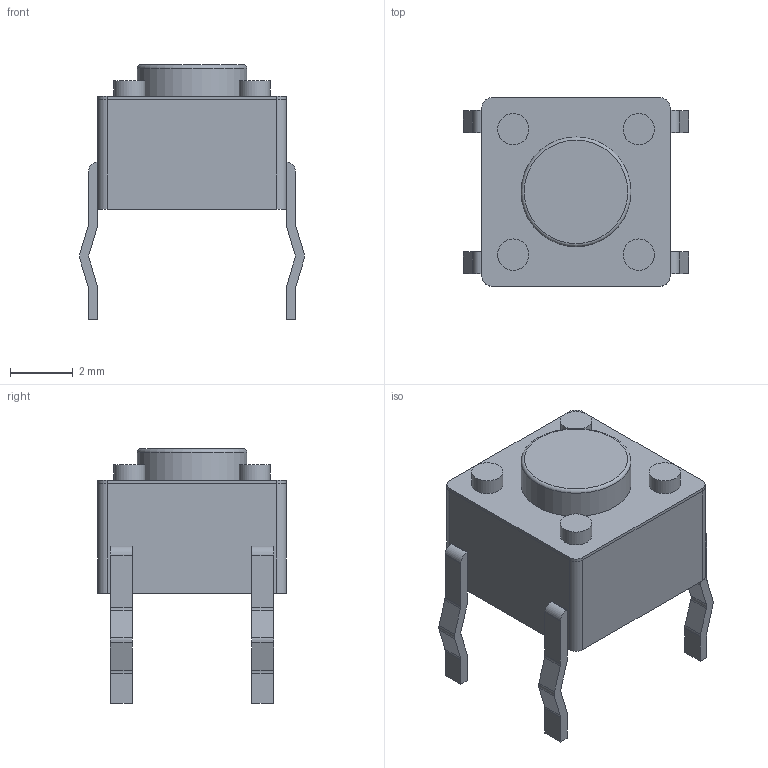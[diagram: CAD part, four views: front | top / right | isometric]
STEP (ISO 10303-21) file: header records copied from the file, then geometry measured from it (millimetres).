
FILE_DESCRIPTION(/* description */ (''),/* implementation_level */ '2;1');
FILE_NAME(/* name */ 'SW_PUSH_6mm_H4.3mm.step',/* time_stamp */ '2022-01-15T10:45:08-07:00',/* author */ (''),/* organization */ (''),/* preprocessor_version */ 'ST-DEVELOPER v18.1',/* originating_system */ 'Autodesk Translation Framework v10.10.0.1391',/* authorisation */ '');
FILE_SCHEMA (('AUTOMOTIVE_DESIGN { 1 0 10303 214 3 1 1 }'));
Length unit declared in the file: millimetre
Products named in the file (2): SW_PUSH_6mm_H4.3mm; SOLID
Assembly tree (1 placements, depth 2):
  SW_PUSH_6mm_H4.3mm
    SOLID
Bounding box: 7.17 x 6 x 8.1 mm (x, y, z)
Volume: 144.6 mm3; surface area: 206.4 mm2
Topology: 1 solids, 1 shells, 105 faces, 277 edges, 179 vertices
Faces by surface type: plane 63, cylinder 41, torus 1
Full cylindrical faces by diameter (mm): 1 x4, 3.5 x1
Entity records: 3407 total; most frequent: DIRECTION 573, CARTESIAN_POINT 564, ORIENTED_EDGE 554, EDGE_CURVE 277, LINE 197, VECTOR 197, AXIS2_PLACEMENT_3D 188, VERTEX_POINT 179
